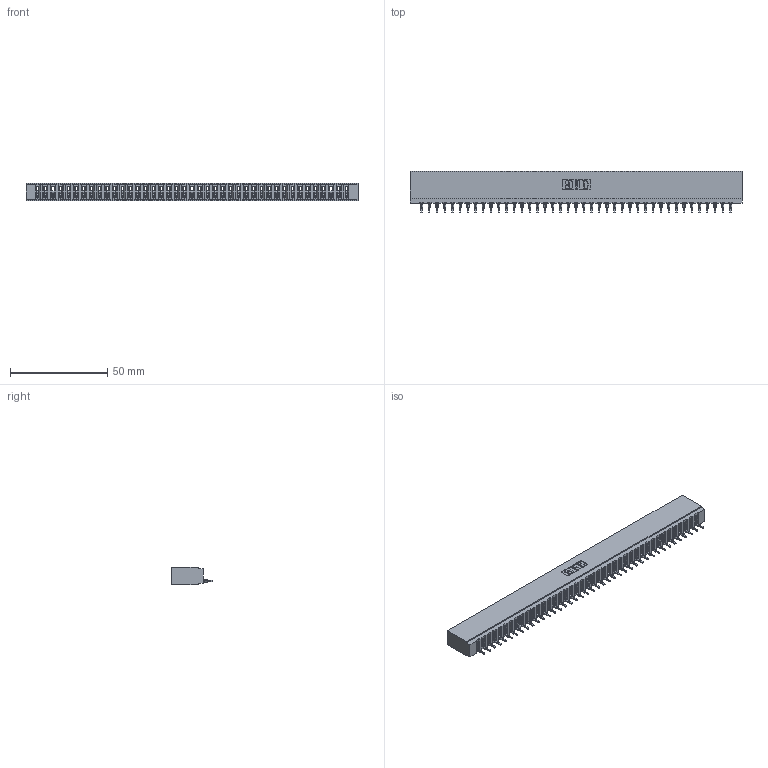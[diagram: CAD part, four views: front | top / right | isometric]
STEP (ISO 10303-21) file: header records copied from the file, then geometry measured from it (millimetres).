
FILE_DESCRIPTION (( 'STEP AP203' ), '1' );
FILE_NAME ('737-041-520-101.STEP', '2026-02-25T00:25:55', ( '' ), ( '' ), 'SwSTEP 2.0', 'SolidWorks 2023', '' );
FILE_SCHEMA (( 'CONFIG_CONTROL_DESIGN' ));
Length unit declared in the file: millimetre
Products named in the file (3): 745-292-001_520; 737 Part_Insulator Option - 01; 737-041-520-101
Assembly tree (42 placements, depth 2):
  737-041-520-101
    737 Part_Insulator Option - 01
    745-292-001_520  x41
Bounding box: 170.33 x 21.22 x 8.89 mm (x, y, z)
Volume: 16344.4 mm3; surface area: 21977.4 mm2
Topology: 42 solids, 42 shells, 4727 faces, 13006 edges, 8206 vertices
Faces by surface type: plane 2842, bspline 820, cylinder 819, torus 246
Entity records: 69169 total; most frequent: CARTESIAN_POINT 12698, ORIENTED_EDGE 12172, DIRECTION 10542, EDGE_CURVE 6086, LINE 5658, VECTOR 5658, VERTEX_POINT 3886, AXIS2_PLACEMENT_3D 2442
